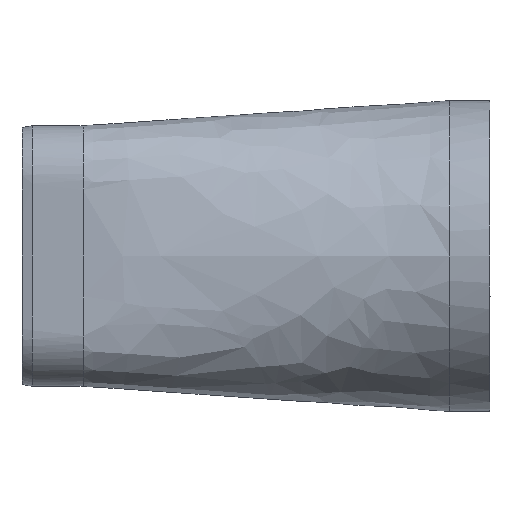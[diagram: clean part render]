
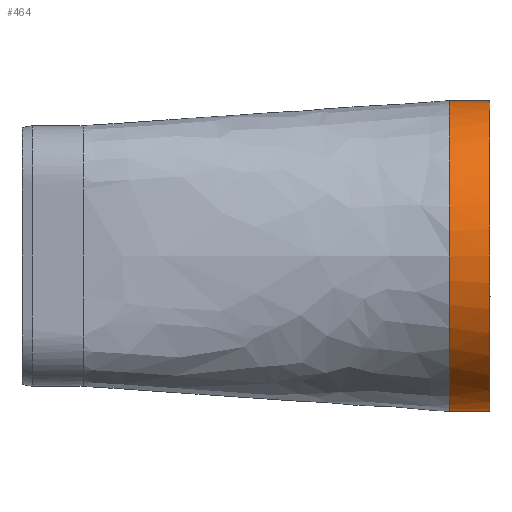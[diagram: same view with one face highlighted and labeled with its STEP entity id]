
A CAD part, front view. The second image highlights one B-rep face of the part: STEP entity #464.
In plain terms, the highlighted cylindrical face has radius 76.35 mm (diameter 152.7 mm), a partial arc.
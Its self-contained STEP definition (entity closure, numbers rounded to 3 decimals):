
#20=CIRCLE('',#501,76.35);
#21=CIRCLE('',#502,76.35);
#22=CIRCLE('',#503,76.35);
#23=CIRCLE('',#504,76.35);
#24=CIRCLE('',#505,76.35);
#26=CYLINDRICAL_SURFACE('',#500,76.35);
#74=FACE_OUTER_BOUND('',#98,.T.);
#98=EDGE_LOOP('',(#393,#394,#395,#396,#397,#398,#399));
#157=LINE('',#9732,#177);
#158=LINE('',#9736,#178);
#177=VECTOR('',#550,10.);
#178=VECTOR('',#553,10.);
#222=VERTEX_POINT('',#9728);
#223=VERTEX_POINT('',#9729);
#224=VERTEX_POINT('',#9731);
#225=VERTEX_POINT('',#9733);
#226=VERTEX_POINT('',#9735);
#227=VERTEX_POINT('',#9737);
#228=VERTEX_POINT('',#9739);
#284=EDGE_CURVE('',#222,#223,#20,.T.);
#285=EDGE_CURVE('',#222,#224,#157,.T.);
#286=EDGE_CURVE('',#224,#225,#21,.T.);
#287=EDGE_CURVE('',#226,#225,#158,.T.);
#288=EDGE_CURVE('',#227,#226,#22,.T.);
#289=EDGE_CURVE('',#228,#227,#23,.T.);
#290=EDGE_CURVE('',#223,#228,#24,.T.);
#393=ORIENTED_EDGE('',*,*,#284,.F.);
#394=ORIENTED_EDGE('',*,*,#285,.T.);
#395=ORIENTED_EDGE('',*,*,#286,.T.);
#396=ORIENTED_EDGE('',*,*,#287,.F.);
#397=ORIENTED_EDGE('',*,*,#288,.F.);
#398=ORIENTED_EDGE('',*,*,#289,.F.);
#399=ORIENTED_EDGE('',*,*,#290,.F.);
#464=ADVANCED_FACE('',(#74),#26,.T.);
#500=AXIS2_PLACEMENT_3D('',#9727,#546,#547);
#501=AXIS2_PLACEMENT_3D('',#9730,#548,#549);
#502=AXIS2_PLACEMENT_3D('',#9734,#551,#552);
#503=AXIS2_PLACEMENT_3D('',#9738,#554,#555);
#504=AXIS2_PLACEMENT_3D('',#9740,#556,#557);
#505=AXIS2_PLACEMENT_3D('',#9741,#558,#559);
#546=DIRECTION('center_axis',(-1.,0.,0.));
#547=DIRECTION('ref_axis',(0.,0.,-1.));
#548=DIRECTION('center_axis',(-1.,0.,0.));
#549=DIRECTION('ref_axis',(0.,1.,0.));
#550=DIRECTION('',(1.,0.,0.));
#551=DIRECTION('center_axis',(-1.,0.,0.));
#552=DIRECTION('ref_axis',(0.,0.,-1.));
#553=DIRECTION('',(1.,0.,0.));
#554=DIRECTION('center_axis',(-1.,0.,0.));
#555=DIRECTION('ref_axis',(0.,1.,0.));
#556=DIRECTION('center_axis',(-1.,0.,0.));
#557=DIRECTION('ref_axis',(0.,1.,0.));
#558=DIRECTION('center_axis',(-1.,0.,0.));
#559=DIRECTION('ref_axis',(0.,1.,0.));
#9727=CARTESIAN_POINT('Origin',(180.,0.,0.));
#9728=CARTESIAN_POINT('',(180.,0.,-76.35));
#9729=CARTESIAN_POINT('',(180.,-21.757,-73.184));
#9730=CARTESIAN_POINT('Origin',(180.,0.,0.));
#9731=CARTESIAN_POINT('',(200.,0.,-76.35));
#9732=CARTESIAN_POINT('',(180.,0.,-76.35));
#9733=CARTESIAN_POINT('',(200.,0.,76.35));
#9734=CARTESIAN_POINT('Origin',(200.,0.,0.));
#9735=CARTESIAN_POINT('',(180.,0.,76.35));
#9736=CARTESIAN_POINT('',(180.,0.,76.35));
#9737=CARTESIAN_POINT('',(180.,-21.757,73.184));
#9738=CARTESIAN_POINT('Origin',(180.,0.,0.));
#9739=CARTESIAN_POINT('',(180.,-76.35,0.));
#9740=CARTESIAN_POINT('Origin',(180.,0.,0.));
#9741=CARTESIAN_POINT('Origin',(180.,0.,0.));
